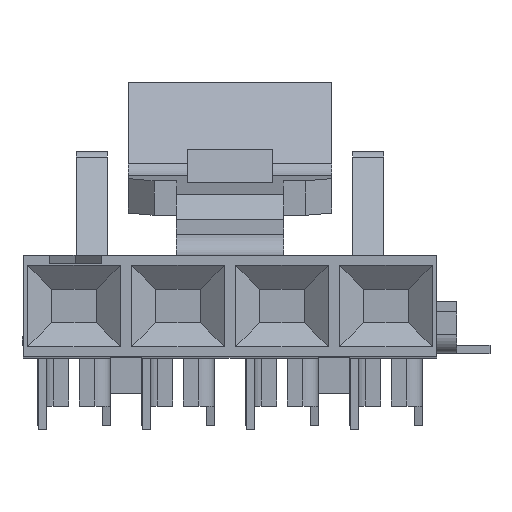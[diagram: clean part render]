
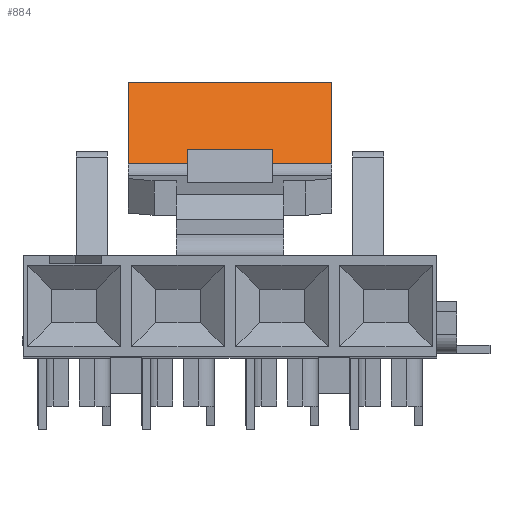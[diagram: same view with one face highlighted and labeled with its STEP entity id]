
A CAD part, top view. The second image highlights one B-rep face of the part: STEP entity #884.
In plain terms, the highlighted planar face has unit normal (0, 0.425, 0.905).
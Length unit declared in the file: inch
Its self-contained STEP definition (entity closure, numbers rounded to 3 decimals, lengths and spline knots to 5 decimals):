
#155 = ORIENTED_EDGE ( 'NONE', *, *, #6714, .T. ) ;
#159 = LINE ( 'NONE', #6407, #14123 ) ;
#828 = LINE ( 'NONE', #1736, #1544 ) ;
#884 = ADVANCED_FACE ( 'NONE', ( #2317 ), #1324, .T. ) ;
#1207 = DIRECTION ( 'NONE',  ( 1., 0., 0. ) ) ;
#1324 = PLANE ( 'NONE',  #2193 ) ;
#1544 = VECTOR ( 'NONE', #4060, 39.37008 ) ;
#1736 = CARTESIAN_POINT ( 'NONE',  ( 0.098, 0.216, -0.4 ) ) ;
#2193 = AXIS2_PLACEMENT_3D ( 'NONE', #9477, #2550, #9774 ) ;
#2317 = FACE_OUTER_BOUND ( 'NONE', #5982, .T. ) ;
#2382 = CARTESIAN_POINT ( 'NONE',  ( -0.098, 0.13749, -0.3631 ) ) ;
#2550 = DIRECTION ( 'NONE',  ( 0., 0.425, 0.905 ) ) ;
#3372 = ORIENTED_EDGE ( 'NONE', *, *, #8175, .F. ) ;
#4060 = DIRECTION ( 'NONE',  ( 0., -0.905, 0.425 ) ) ;
#4184 = VECTOR ( 'NONE', #4702, 39.37008 ) ;
#4649 = ORIENTED_EDGE ( 'NONE', *, *, #6334, .T. ) ;
#4702 = DIRECTION ( 'NONE',  ( -1., 0., 0. ) ) ;
#5475 = CARTESIAN_POINT ( 'NONE',  ( -0.098, 0.216, -0.4 ) ) ;
#5982 = EDGE_LOOP ( 'NONE', ( #4649, #155, #12984, #3372 ) ) ;
#6334 = EDGE_CURVE ( 'NONE', #9592, #7490, #9581, .T. ) ;
#6357 = DIRECTION ( 'NONE',  ( 0., -0.905, 0.425 ) ) ;
#6407 = CARTESIAN_POINT ( 'NONE',  ( -0.098, 0.216, -0.4 ) ) ;
#6714 = EDGE_CURVE ( 'NONE', #7490, #12973, #159, .T. ) ;
#7490 = VERTEX_POINT ( 'NONE', #5475 ) ;
#8175 = EDGE_CURVE ( 'NONE', #9592, #10271, #828, .T. ) ;
#9477 = CARTESIAN_POINT ( 'NONE',  ( -0.098, 0.216, -0.4 ) ) ;
#9581 = LINE ( 'NONE', #11618, #4184 ) ;
#9592 = VERTEX_POINT ( 'NONE', #13290 ) ;
#9774 = DIRECTION ( 'NONE',  ( 0., -0.905, 0.425 ) ) ;
#10271 = VERTEX_POINT ( 'NONE', #12197 ) ;
#10452 = LINE ( 'NONE', #14041, #11910 ) ;
#11618 = CARTESIAN_POINT ( 'NONE',  ( -0.098, 0.216, -0.4 ) ) ;
#11910 = VECTOR ( 'NONE', #1207, 39.37008 ) ;
#12197 = CARTESIAN_POINT ( 'NONE',  ( 0.098, 0.13749, -0.3631 ) ) ;
#12973 = VERTEX_POINT ( 'NONE', #2382 ) ;
#12984 = ORIENTED_EDGE ( 'NONE', *, *, #12993, .T. ) ;
#12993 = EDGE_CURVE ( 'NONE', #12973, #10271, #10452, .T. ) ;
#13290 = CARTESIAN_POINT ( 'NONE',  ( 0.098, 0.216, -0.4 ) ) ;
#14041 = CARTESIAN_POINT ( 'NONE',  ( -0.098, 0.13749, -0.3631 ) ) ;
#14123 = VECTOR ( 'NONE', #6357, 39.37008 ) ;
